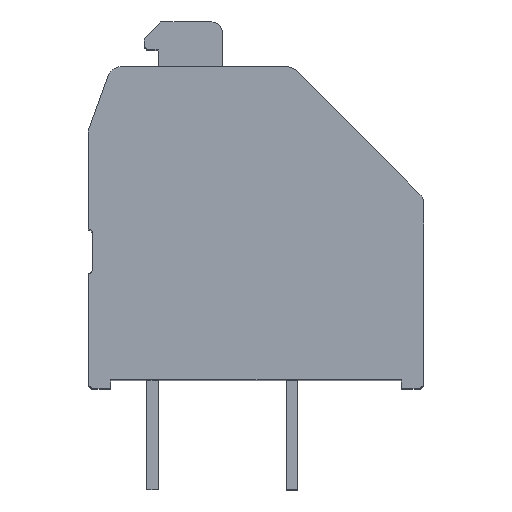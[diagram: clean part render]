
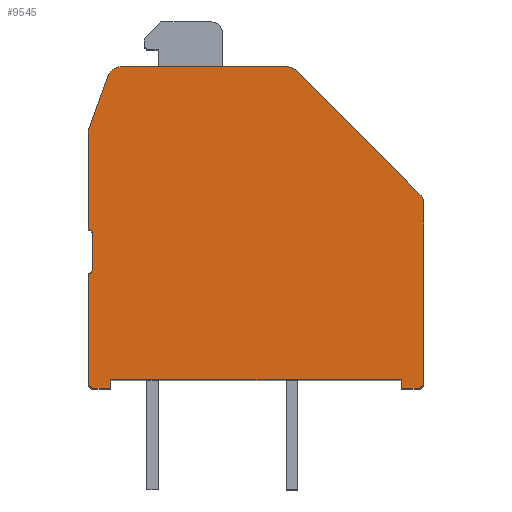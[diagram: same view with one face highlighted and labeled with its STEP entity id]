
A CAD part, top view. The second image highlights one B-rep face of the part: STEP entity #9545.
In plain terms, the highlighted planar face has unit normal (0, 0, 1).
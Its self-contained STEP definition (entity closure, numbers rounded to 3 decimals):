
#44=CIRCLE('',#9766,0.5);
#95=CIRCLE('',#9944,0.15);
#97=CIRCLE('',#9948,0.15);
#99=CIRCLE('',#9953,0.5);
#101=CIRCLE('',#9956,0.5);
#136=CIRCLE('',#10074,0.2);
#137=CIRCLE('',#10080,0.2);
#295=PLANE('',#10081);
#470=LINE('',#12305,#1297);
#711=LINE('',#12924,#1538);
#833=LINE('',#13223,#1660);
#838=LINE('',#13234,#1665);
#843=LINE('',#13248,#1670);
#850=LINE('',#13265,#1677);
#897=LINE('',#13345,#1724);
#902=LINE('',#13361,#1729);
#1005=LINE('',#13652,#1832);
#1006=LINE('',#13654,#1833);
#1008=LINE('',#13658,#1835);
#1010=LINE('',#13662,#1837);
#1297=VECTOR('',#10330,1000.);
#1538=VECTOR('',#10865,1000.);
#1660=VECTOR('',#11113,1000.);
#1665=VECTOR('',#11120,1000.);
#1670=VECTOR('',#11133,1000.);
#1677=VECTOR('',#11148,1000.);
#1724=VECTOR('',#11197,1000.);
#1729=VECTOR('',#11216,1000.);
#1832=VECTOR('',#11555,1000.);
#1833=VECTOR('',#11558,1000.);
#1835=VECTOR('',#11562,1000.);
#1837=VECTOR('',#11566,1000.);
#3285=ORIENTED_EDGE('',*,*,#4640,.T.);
#3286=ORIENTED_EDGE('',*,*,#4644,.F.);
#3287=ORIENTED_EDGE('',*,*,#4647,.T.);
#3288=ORIENTED_EDGE('',*,*,#4650,.F.);
#3289=ORIENTED_EDGE('',*,*,#4656,.T.);
#3290=ORIENTED_EDGE('',*,*,#4848,.T.);
#3291=ORIENTED_EDGE('',*,*,#4850,.T.);
#3292=ORIENTED_EDGE('',*,*,#4851,.T.);
#3293=ORIENTED_EDGE('',*,*,#4635,.T.);
#3294=ORIENTED_EDGE('',*,*,#4853,.T.);
#3295=ORIENTED_EDGE('',*,*,#4855,.T.);
#3296=ORIENTED_EDGE('',*,*,#4856,.T.);
#3297=ORIENTED_EDGE('',*,*,#4703,.T.);
#3298=ORIENTED_EDGE('',*,*,#4707,.T.);
#3299=ORIENTED_EDGE('',*,*,#4168,.T.);
#3300=ORIENTED_EDGE('',*,*,#4210,.T.);
#3301=ORIENTED_EDGE('',*,*,#4483,.T.);
#3302=ORIENTED_EDGE('',*,*,#4710,.T.);
#3303=ORIENTED_EDGE('',*,*,#4712,.T.);
#4168=EDGE_CURVE('',#5186,#5185,#470,.T.);
#4210=EDGE_CURVE('',#5185,#5219,#44,.T.);
#4483=EDGE_CURVE('',#5219,#5416,#711,.T.);
#4635=EDGE_CURVE('',#5531,#5530,#833,.T.);
#4640=EDGE_CURVE('',#5536,#5535,#838,.T.);
#4644=EDGE_CURVE('',#5538,#5535,#95,.T.);
#4647=EDGE_CURVE('',#5538,#5540,#843,.T.);
#4650=EDGE_CURVE('',#5542,#5540,#97,.T.);
#4656=EDGE_CURVE('',#5542,#5546,#850,.T.);
#4703=EDGE_CURVE('',#5579,#5578,#897,.T.);
#4707=EDGE_CURVE('',#5578,#5186,#99,.T.);
#4710=EDGE_CURVE('',#5416,#5582,#101,.T.);
#4712=EDGE_CURVE('',#5582,#5536,#902,.T.);
#4848=EDGE_CURVE('',#5546,#5651,#136,.T.);
#4850=EDGE_CURVE('',#5651,#5652,#1005,.T.);
#4851=EDGE_CURVE('',#5652,#5531,#1006,.T.);
#4853=EDGE_CURVE('',#5530,#5653,#1008,.T.);
#4855=EDGE_CURVE('',#5653,#5654,#1010,.T.);
#4856=EDGE_CURVE('',#5654,#5579,#137,.T.);
#5185=VERTEX_POINT('',#12304);
#5186=VERTEX_POINT('',#12306);
#5219=VERTEX_POINT('',#12387);
#5416=VERTEX_POINT('',#12923);
#5530=VERTEX_POINT('',#13222);
#5531=VERTEX_POINT('',#13224);
#5535=VERTEX_POINT('',#13233);
#5536=VERTEX_POINT('',#13235);
#5538=VERTEX_POINT('',#13241);
#5540=VERTEX_POINT('',#13247);
#5542=VERTEX_POINT('',#13253);
#5546=VERTEX_POINT('',#13264);
#5578=VERTEX_POINT('',#13344);
#5579=VERTEX_POINT('',#13346);
#5582=VERTEX_POINT('',#13357);
#5651=VERTEX_POINT('',#13647);
#5652=VERTEX_POINT('',#13651);
#5653=VERTEX_POINT('',#13657);
#5654=VERTEX_POINT('',#13661);
#6099=EDGE_LOOP('',(#3285,#3286,#3287,#3288,#3289,#3290,#3291,#3292,#3293,
#3294,#3295,#3296,#3297,#3298,#3299,#3300,#3301,#3302,#3303));
#6488=FACE_BOUND('',#6099,.T.);
#9545=ADVANCED_FACE('',(#6488),#295,.T.);
#9766=AXIS2_PLACEMENT_3D('',#12388,#10414,#10415);
#9944=AXIS2_PLACEMENT_3D('',#13242,#11127,#11128);
#9948=AXIS2_PLACEMENT_3D('',#13254,#11139,#11140);
#9953=AXIS2_PLACEMENT_3D('',#13352,#11204,#11205);
#9956=AXIS2_PLACEMENT_3D('',#13358,#11211,#11212);
#10074=AXIS2_PLACEMENT_3D('',#13648,#11550,#11551);
#10080=AXIS2_PLACEMENT_3D('',#13664,#11569,#11570);
#10081=AXIS2_PLACEMENT_3D('',#13665,#11571,#11572);
#10330=DIRECTION('',(-0.707,0.707,0.));
#10414=DIRECTION('',(0.,0.,1.));
#10415=DIRECTION('',(1.,0.,0.));
#10865=DIRECTION('',(-1.,0.,0.));
#11113=DIRECTION('',(1.,0.,0.));
#11120=DIRECTION('',(0.,-1.,0.));
#11127=DIRECTION('',(0.,0.,1.));
#11128=DIRECTION('',(1.,0.,0.));
#11133=DIRECTION('',(0.,-1.,0.));
#11139=DIRECTION('',(0.,0.,1.));
#11140=DIRECTION('',(1.,0.,0.));
#11148=DIRECTION('',(0.,-1.,0.));
#11197=DIRECTION('',(0.,1.,0.));
#11204=DIRECTION('',(0.,0.,1.));
#11205=DIRECTION('',(1.,0.,0.));
#11211=DIRECTION('',(0.,0.,1.));
#11212=DIRECTION('',(1.,0.,0.));
#11216=DIRECTION('',(-0.342,-0.94,0.));
#11550=DIRECTION('',(0.,0.,1.));
#11551=DIRECTION('',(1.,0.,0.));
#11555=DIRECTION('',(1.,0.,0.));
#11558=DIRECTION('',(0.,1.,0.));
#11562=DIRECTION('',(0.,-1.,0.));
#11566=DIRECTION('',(1.,0.,0.));
#11569=DIRECTION('',(0.,0.,1.));
#11570=DIRECTION('',(1.,0.,0.));
#11571=DIRECTION('',(0.,0.,1.));
#11572=DIRECTION('',(1.,0.,0.));
#12304=CARTESIAN_POINT('',(0.146,11.354,21.82));
#12305=CARTESIAN_POINT('',(4.554,6.946,21.82));
#12306=CARTESIAN_POINT('',(4.554,6.946,21.82));
#12387=CARTESIAN_POINT('',(-0.207,11.5,21.82));
#12388=CARTESIAN_POINT('',(-0.207,11.,21.82));
#12923=CARTESIAN_POINT('',(-6.113,11.5,21.82));
#12924=CARTESIAN_POINT('',(-0.207,11.5,21.82));
#13222=CARTESIAN_POINT('',(3.9,0.3,21.82));
#13223=CARTESIAN_POINT('',(-6.5,0.3,21.82));
#13224=CARTESIAN_POINT('',(-6.5,0.3,21.82));
#13233=CARTESIAN_POINT('',(-7.3,5.7,21.82));
#13234=CARTESIAN_POINT('',(-7.3,9.2,21.82));
#13235=CARTESIAN_POINT('',(-7.3,9.2,21.82));
#13241=CARTESIAN_POINT('',(-7.15,5.55,21.82));
#13242=CARTESIAN_POINT('',(-7.3,5.55,21.82));
#13247=CARTESIAN_POINT('',(-7.15,4.25,21.82));
#13248=CARTESIAN_POINT('',(-7.15,5.55,21.82));
#13253=CARTESIAN_POINT('',(-7.3,4.1,21.82));
#13254=CARTESIAN_POINT('',(-7.3,4.25,21.82));
#13264=CARTESIAN_POINT('',(-7.3,0.2,21.82));
#13265=CARTESIAN_POINT('',(-7.3,4.1,21.82));
#13344=CARTESIAN_POINT('',(4.7,6.593,21.82));
#13345=CARTESIAN_POINT('',(4.7,0.2,21.82));
#13346=CARTESIAN_POINT('',(4.7,0.2,21.82));
#13352=CARTESIAN_POINT('',(4.2,6.593,21.82));
#13357=CARTESIAN_POINT('',(-6.583,11.171,21.82));
#13358=CARTESIAN_POINT('',(-6.113,11.,21.82));
#13361=CARTESIAN_POINT('',(-6.583,11.171,21.82));
#13647=CARTESIAN_POINT('',(-7.1,0.,21.82));
#13648=CARTESIAN_POINT('',(-7.1,0.2,21.82));
#13651=CARTESIAN_POINT('',(-6.5,0.,21.82));
#13652=CARTESIAN_POINT('',(-7.1,0.,21.82));
#13654=CARTESIAN_POINT('',(-6.5,0.,21.82));
#13657=CARTESIAN_POINT('',(3.9,0.,21.82));
#13658=CARTESIAN_POINT('',(3.9,0.3,21.82));
#13661=CARTESIAN_POINT('',(4.5,0.,21.82));
#13662=CARTESIAN_POINT('',(3.9,0.,21.82));
#13664=CARTESIAN_POINT('',(4.5,0.2,21.82));
#13665=CARTESIAN_POINT('',(-7.3,5.55,21.82));
